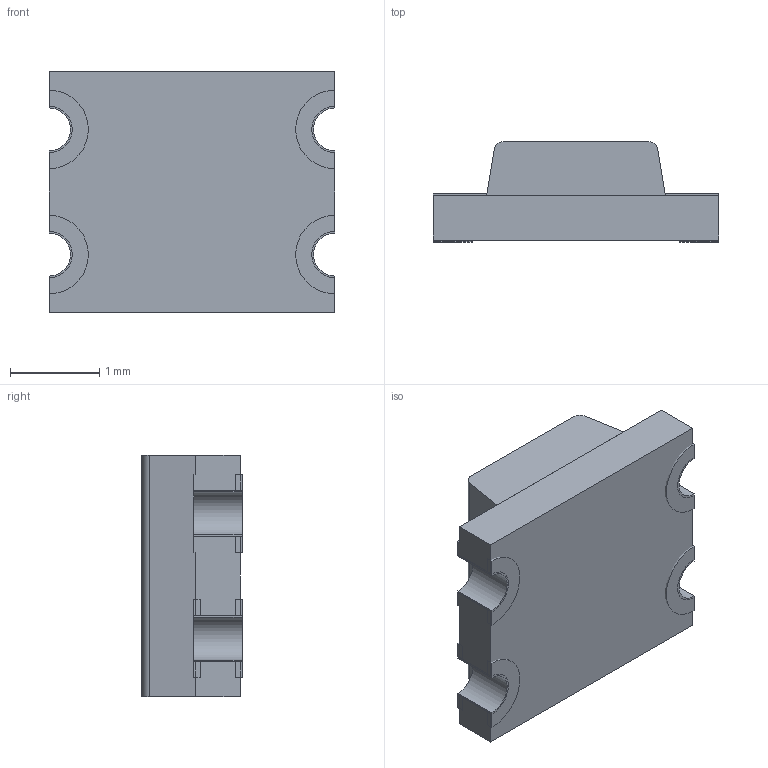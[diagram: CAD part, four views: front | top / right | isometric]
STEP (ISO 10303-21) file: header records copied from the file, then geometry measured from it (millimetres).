
FILE_DESCRIPTION (( 'STEP AP214' ), '1' );
FILE_NAME ('User Library-KPS-3227SP1C.STEP', '2016-03-10T10:10:30', ( 'Windows User' ), ( '' ), 'SwSTEP 2.0', 'SolidWorks 2016', '' );
FILE_SCHEMA (( 'AUTOMOTIVE_DESIGN' ));
Length unit declared in the file: millimetre
Products named in the file (1): User Library-KPS-3227SP1C
Bounding box: 3.2 x 1.12 x 2.7 mm (x, y, z)
Volume: 7.5 mm3; surface area: 47.2 mm2
Topology: 13 solids, 13 shells, 128 faces, 302 edges, 201 vertices
Faces by surface type: plane 83, cylinder 30, bspline 15
Entity records: 5877 total; most frequent: CARTESIAN_POINT 1414, ORIENTED_EDGE 604, DIRECTION 570, EDGE_CURVE 302, VERTEX_POINT 201, VECTOR 194, LINE 194, AXIS2_PLACEMENT_3D 188
